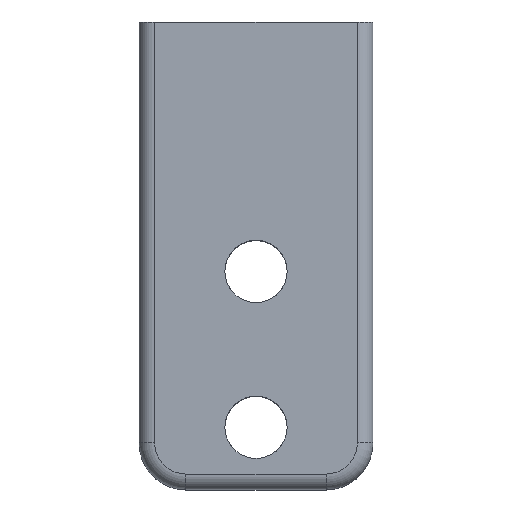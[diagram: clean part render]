
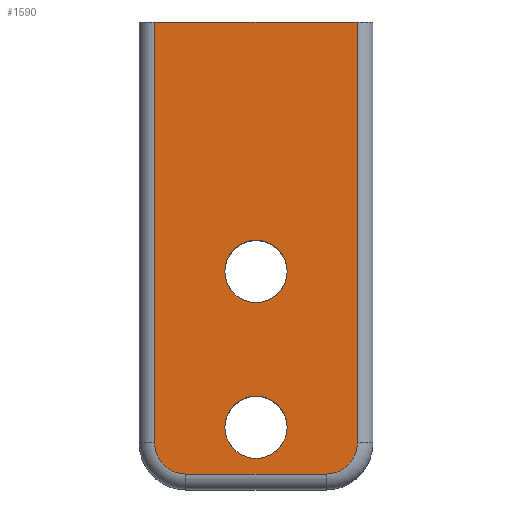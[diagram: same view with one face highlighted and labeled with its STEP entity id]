
A CAD part, top view. The second image highlights one B-rep face of the part: STEP entity #1590.
In plain terms, the highlighted planar face has unit normal (0, 0, 1).
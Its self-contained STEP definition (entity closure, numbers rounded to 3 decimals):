
#10 = DIRECTION ( 'NONE',  ( 0., 0., 1. ) ) ;
#13 = DIRECTION ( 'NONE',  ( 0., 0., 1. ) ) ;
#21 = DIRECTION ( 'NONE',  ( 0., 0., 1. ) ) ;
#45 = FACE_BOUND ( 'NONE', #975, .T. ) ;
#48 = DIRECTION ( 'NONE',  ( -1., 0., 0. ) ) ;
#102 = ORIENTED_EDGE ( 'NONE', *, *, #979, .T. ) ;
#117 = CIRCLE ( 'NONE', #420, 2. ) ;
#126 = CARTESIAN_POINT ( 'NONE',  ( -6.5, 30., 7.5 ) ) ;
#155 = CARTESIAN_POINT ( 'NONE',  ( 4.5, 1., 7.5 ) ) ;
#181 = DIRECTION ( 'NONE',  ( 0., 0., -1. ) ) ;
#200 = VERTEX_POINT ( 'NONE', #1472 ) ;
#216 = ORIENTED_EDGE ( 'NONE', *, *, #1104, .T. ) ;
#226 = EDGE_CURVE ( 'NONE', #1342, #345, #117, .T. ) ;
#234 = AXIS2_PLACEMENT_3D ( 'NONE', #467, #21, #48 ) ;
#238 = CIRCLE ( 'NONE', #334, 2. ) ;
#293 = DIRECTION ( 'NONE',  ( 1., 0., 0. ) ) ;
#300 = CARTESIAN_POINT ( 'NONE',  ( 6.5, 30., 7.5 ) ) ;
#301 = CARTESIAN_POINT ( 'NONE',  ( 2., 14., 7.5 ) ) ;
#302 = VECTOR ( 'NONE', #516, 1000. ) ;
#314 = FACE_BOUND ( 'NONE', #791, .T. ) ;
#334 = AXIS2_PLACEMENT_3D ( 'NONE', #1294, #10, #583 ) ;
#341 = CARTESIAN_POINT ( 'NONE',  ( -7.5, 30., 7.5 ) ) ;
#345 = VERTEX_POINT ( 'NONE', #1067 ) ;
#378 = DIRECTION ( 'NONE',  ( 0., 0., 1. ) ) ;
#419 = VERTEX_POINT ( 'NONE', #1537 ) ;
#420 = AXIS2_PLACEMENT_3D ( 'NONE', #885, #603, #1752 ) ;
#467 = CARTESIAN_POINT ( 'NONE',  ( 4.5, 3., 7.5 ) ) ;
#483 = CIRCLE ( 'NONE', #1476, 2. ) ;
#516 = DIRECTION ( 'NONE',  ( 0., 1., 0. ) ) ;
#533 = EDGE_CURVE ( 'NONE', #1665, #1762, #1846, .T. ) ;
#571 = EDGE_CURVE ( 'NONE', #200, #419, #1574, .T. ) ;
#578 = CARTESIAN_POINT ( 'NONE',  ( -7.5, 30., 7.5 ) ) ;
#583 = DIRECTION ( 'NONE',  ( 1., 0., 0. ) ) ;
#592 = EDGE_CURVE ( 'NONE', #1071, #972, #1854, .T. ) ;
#603 = DIRECTION ( 'NONE',  ( 0., 0., 1. ) ) ;
#608 = ORIENTED_EDGE ( 'NONE', *, *, #1754, .F. ) ;
#644 = LINE ( 'NONE', #1656, #302 ) ;
#682 = VECTOR ( 'NONE', #1588, 1000. ) ;
#740 = PLANE ( 'NONE',  #1178 ) ;
#742 = AXIS2_PLACEMENT_3D ( 'NONE', #1662, #378, #1357 ) ;
#784 = CARTESIAN_POINT ( 'NONE',  ( -6.5, 3., 7.5 ) ) ;
#791 = EDGE_LOOP ( 'NONE', ( #915, #1838 ) ) ;
#809 = ORIENTED_EDGE ( 'NONE', *, *, #592, .T. ) ;
#885 = CARTESIAN_POINT ( 'NONE',  ( 0., 14., 7.5 ) ) ;
#915 = ORIENTED_EDGE ( 'NONE', *, *, #1364, .F. ) ;
#931 = VERTEX_POINT ( 'NONE', #1113 ) ;
#972 = VERTEX_POINT ( 'NONE', #1415 ) ;
#975 = EDGE_LOOP ( 'NONE', ( #1724, #608 ) ) ;
#979 = EDGE_CURVE ( 'NONE', #988, #931, #1766, .T. ) ;
#988 = VERTEX_POINT ( 'NONE', #784 ) ;
#1006 = DIRECTION ( 'NONE',  ( 0., -1., 0. ) ) ;
#1019 = FACE_OUTER_BOUND ( 'NONE', #1423, .T. ) ;
#1067 = CARTESIAN_POINT ( 'NONE',  ( -2., 14., 7.5 ) ) ;
#1071 = VERTEX_POINT ( 'NONE', #1094 ) ;
#1094 = CARTESIAN_POINT ( 'NONE',  ( 4.5, 1., 7.5 ) ) ;
#1104 = EDGE_CURVE ( 'NONE', #972, #1762, #644, .T. ) ;
#1113 = CARTESIAN_POINT ( 'NONE',  ( -4.5, 1., 7.5 ) ) ;
#1127 = LINE ( 'NONE', #1585, #1559 ) ;
#1151 = VECTOR ( 'NONE', #293, 1000. ) ;
#1178 = AXIS2_PLACEMENT_3D ( 'NONE', #341, #181, #1595 ) ;
#1266 = CARTESIAN_POINT ( 'NONE',  ( 0., 4., 7.5 ) ) ;
#1275 = EDGE_CURVE ( 'NONE', #931, #1071, #1317, .T. ) ;
#1294 = CARTESIAN_POINT ( 'NONE',  ( 0., 4., 7.5 ) ) ;
#1317 = LINE ( 'NONE', #155, #682 ) ;
#1318 = ORIENTED_EDGE ( 'NONE', *, *, #533, .F. ) ;
#1342 = VERTEX_POINT ( 'NONE', #301 ) ;
#1357 = DIRECTION ( 'NONE',  ( -1., 0., 0. ) ) ;
#1364 = EDGE_CURVE ( 'NONE', #419, #200, #238, .T. ) ;
#1415 = CARTESIAN_POINT ( 'NONE',  ( 6.5, 3., 7.5 ) ) ;
#1420 = DIRECTION ( 'NONE',  ( 1., 0., 0. ) ) ;
#1423 = EDGE_LOOP ( 'NONE', ( #809, #216, #1318, #1697, #102, #1550 ) ) ;
#1472 = CARTESIAN_POINT ( 'NONE',  ( -2., 4., 7.5 ) ) ;
#1476 = AXIS2_PLACEMENT_3D ( 'NONE', #1728, #1564, #1597 ) ;
#1516 = AXIS2_PLACEMENT_3D ( 'NONE', #1266, #13, #1420 ) ;
#1537 = CARTESIAN_POINT ( 'NONE',  ( 2., 4., 7.5 ) ) ;
#1550 = ORIENTED_EDGE ( 'NONE', *, *, #1275, .T. ) ;
#1559 = VECTOR ( 'NONE', #1006, 1000. ) ;
#1564 = DIRECTION ( 'NONE',  ( 0., 0., 1. ) ) ;
#1574 = CIRCLE ( 'NONE', #1516, 2. ) ;
#1585 = CARTESIAN_POINT ( 'NONE',  ( -6.5, 30., 7.5 ) ) ;
#1588 = DIRECTION ( 'NONE',  ( 1., 0., 0. ) ) ;
#1590 = ADVANCED_FACE ( 'NONE', ( #314, #45, #1019 ), #740, .F. ) ;
#1595 = DIRECTION ( 'NONE',  ( -1., 0., 0. ) ) ;
#1597 = DIRECTION ( 'NONE',  ( 1., 0., 0. ) ) ;
#1656 = CARTESIAN_POINT ( 'NONE',  ( 6.5, 30., 7.5 ) ) ;
#1662 = CARTESIAN_POINT ( 'NONE',  ( -4.5, 3., 7.5 ) ) ;
#1665 = VERTEX_POINT ( 'NONE', #126 ) ;
#1697 = ORIENTED_EDGE ( 'NONE', *, *, #1769, .T. ) ;
#1724 = ORIENTED_EDGE ( 'NONE', *, *, #226, .F. ) ;
#1728 = CARTESIAN_POINT ( 'NONE',  ( 0., 14., 7.5 ) ) ;
#1752 = DIRECTION ( 'NONE',  ( 1., 0., 0. ) ) ;
#1754 = EDGE_CURVE ( 'NONE', #345, #1342, #483, .T. ) ;
#1762 = VERTEX_POINT ( 'NONE', #300 ) ;
#1766 = CIRCLE ( 'NONE', #742, 2. ) ;
#1769 = EDGE_CURVE ( 'NONE', #1665, #988, #1127, .T. ) ;
#1838 = ORIENTED_EDGE ( 'NONE', *, *, #571, .F. ) ;
#1846 = LINE ( 'NONE', #578, #1151 ) ;
#1854 = CIRCLE ( 'NONE', #234, 2. ) ;
